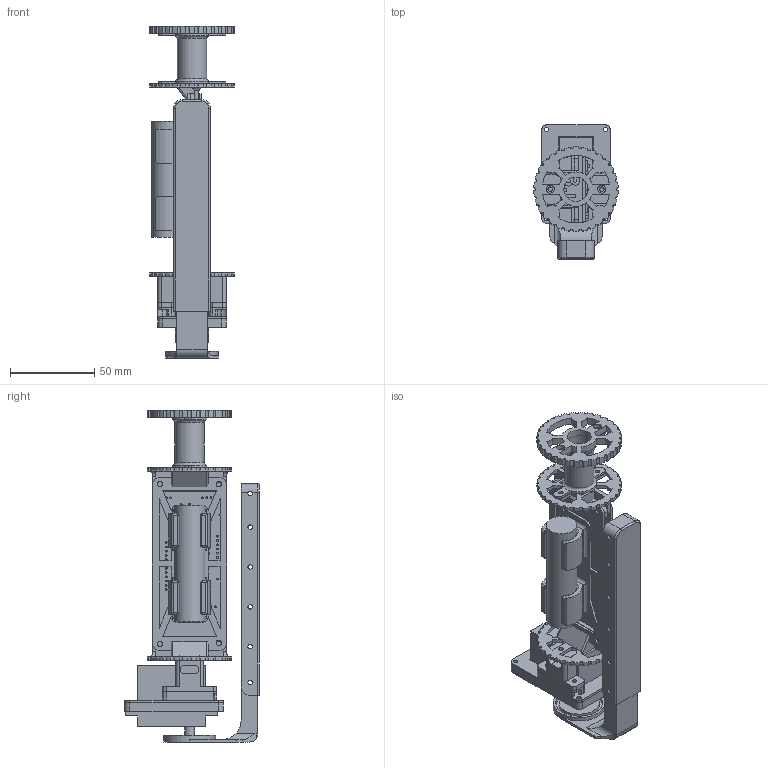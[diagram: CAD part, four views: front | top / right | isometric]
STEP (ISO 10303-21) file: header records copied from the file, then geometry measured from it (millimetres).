
FILE_DESCRIPTION(/* description */ (''),/* implementation_level */ '2;1');
FILE_NAME(/* name */ 'DIY Buoy B (FINAL) v11.step',/* time_stamp */ '2020-09-18T01:37:03-04:00',/* author */ (''),/* organization */ (''),/* preprocessor_version */ 'ST-DEVELOPER v18.1',/* originating_system */ 'Autodesk Translation Framework v9.3.0.1241',/* authorisation */ '');
FILE_SCHEMA (('AUTOMOTIVE_DESIGN { 1 0 10303 214 3 1 1 }'));
Length unit declared in the file: millimetre
Products named in the file (29): DIY Buoy B (FINAL); Eja_BuoyB_DIY v2; Board; Packages; CPOL-RADIAL-5MM-10MM; 1X03; 1X07; 1X08; 1X12; 0207/10; Servo block R5; HS-311; MG995 v1 (1); bracket front; bracket back; mag block 1; mag bracket; mag block 1(Mirror); Internal wiper final; new internal wiper v 3.0; new internal wiper lid; Lid attach - Spacer; lid attach base; spacer 30 mm; Lid attach (R3) - Board B Lower; Lid attach (R3) - Board B Upper; Batt clip final; batt clip; 2200 mAh
Assembly tree (30 placements, depth 4):
  DIY Buoy B (FINAL)
    Eja_BuoyB_DIY v2
      Board
      Packages
        CPOL-RADIAL-5MM-10MM
        1X03  x2
        1X07
        1X08
        1X12  x2
        0207/10
    Servo block R5
      HS-311
        MG995 v1 (1)
      bracket front
      bracket back
      mag block 1
      mag bracket
      mag block 1(Mirror)
    Internal wiper final
      new internal wiper v 3.0
      new internal wiper lid
    Lid attach - Spacer
      lid attach base
      spacer 30 mm
    Lid attach (R3) - Board B Lower
    Lid attach (R3) - Board B Upper
    Batt clip final
      batt clip
    2200 mAh
Bounding box: 50.16 x 79.83 x 197.22 mm (x, y, z)
Volume: 136665.9 mm3; surface area: 94619.6 mm2
Topology: 29 solids, 29 shells, 1463 faces, 4123 edges, 2724 vertices
Faces by surface type: plane 699, cylinder 655, bspline 99, torus 8, sphere 2
Full cylindrical faces by diameter (mm): 0.813 x2, 0.9 x2, 1 x2, 1.016 x53, 2.56 x18, 2.65 x28, 2.95 x4, 3.2 x12, 3.5 x4, 4 x5, 4.4 x8, 4.86 x2, 5.8 x1, 6.85 x4, 7.15 x5, 8 x1, 14.4 x2, 17.4 x1, 18 x1, 23.96 x1, 27.96 x1, 30.96 x1
Entity records: 50602 total; most frequent: CARTESIAN_POINT 11035, ORIENTED_EDGE 8178, DIRECTION 7953, EDGE_CURVE 4089, AXIS2_PLACEMENT_3D 2711, VERTEX_POINT 2708, LINE 2531, VECTOR 2531
